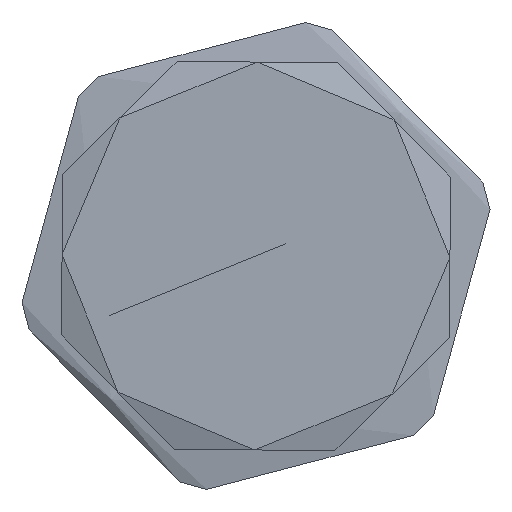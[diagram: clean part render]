
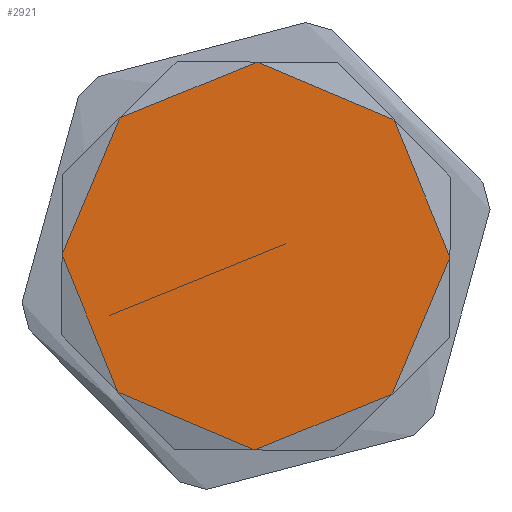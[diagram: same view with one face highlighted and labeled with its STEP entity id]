
A CAD part, left-side view. The second image highlights one B-rep face of the part: STEP entity #2921.
In plain terms, the highlighted free-form (B-spline) face has degree [1, 1] with [2, 2] control points.
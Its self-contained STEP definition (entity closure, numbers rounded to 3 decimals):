
#2813 = EDGE_CURVE('',#2814,#2814,#2816,.T.);
#2814 = VERTEX_POINT('',#2815);
#2815 = CARTESIAN_POINT('',(18.794,0.,
    -7.785));
#2816 = ( BOUNDED_CURVE() B_SPLINE_CURVE(2,(#2817,#2818,#2819,#2820,
    #2821,#2822,#2823,#2824,#2825),.UNSPECIFIED.,.T.,.F.) 
B_SPLINE_CURVE_WITH_KNOTS((3,2,2,2,3),(-3.142,-1.571,0.
,1.571,3.142),.UNSPECIFIED.) CURVE() 
GEOMETRIC_REPRESENTATION_ITEM() RATIONAL_B_SPLINE_CURVE((1.,
    0.707,1.,0.707,1.,0.707,1.,0.707
,1.)) REPRESENTATION_ITEM('') );
#2817 = CARTESIAN_POINT('',(18.794,0.,
    -7.785));
#2818 = CARTESIAN_POINT('',(26.578,0.,
    11.009));
#2819 = CARTESIAN_POINT('',(7.785,0.,
    18.794));
#2820 = CARTESIAN_POINT('',(-11.009,0.,
    26.578));
#2821 = CARTESIAN_POINT('',(-18.794,0.,
    7.785));
#2822 = CARTESIAN_POINT('',(-26.578,0.,
    -11.009));
#2823 = CARTESIAN_POINT('',(-7.785,0.,
    -18.794));
#2824 = CARTESIAN_POINT('',(11.009,0.,
    -26.578));
#2825 = CARTESIAN_POINT('',(18.794,0.,
    -7.785));
#2921 = ADVANCED_FACE('',(#2922,#2988),#2991,.T.);
#2922 = FACE_BOUND('',#2923,.T.);
#2923 = EDGE_LOOP('',(#2924,#2934,#2942,#2950,#2958,#2966,#2974,#2982));
#2924 = ORIENTED_EDGE('',*,*,#2925,.F.);
#2925 = EDGE_CURVE('',#2926,#2928,#2930,.T.);
#2926 = VERTEX_POINT('',#2927);
#2927 = CARTESIAN_POINT('',(-25.,0.,0.));
#2928 = VERTEX_POINT('',#2929);
#2929 = CARTESIAN_POINT('',(-17.678,0.,17.678));
#2930 = ( BOUNDED_CURVE() B_SPLINE_CURVE(2,(#2931,#2932,#2933),
.UNSPECIFIED.,.F.,.F.) B_SPLINE_CURVE_WITH_KNOTS((3,3),(0.,
0.785),.PIECEWISE_BEZIER_KNOTS.) CURVE() 
GEOMETRIC_REPRESENTATION_ITEM() RATIONAL_B_SPLINE_CURVE((1.,
0.924,1.)) REPRESENTATION_ITEM('') );
#2931 = CARTESIAN_POINT('',(-25.,0.,0.));
#2932 = CARTESIAN_POINT('',(-25.,0.,10.355));
#2933 = CARTESIAN_POINT('',(-17.678,0.,17.678));
#2934 = ORIENTED_EDGE('',*,*,#2935,.F.);
#2935 = EDGE_CURVE('',#2936,#2926,#2938,.T.);
#2936 = VERTEX_POINT('',#2937);
#2937 = CARTESIAN_POINT('',(-17.678,0.,-17.678));
#2938 = ( BOUNDED_CURVE() B_SPLINE_CURVE(2,(#2939,#2940,#2941),
.UNSPECIFIED.,.F.,.F.) B_SPLINE_CURVE_WITH_KNOTS((3,3),(5.498,
6.283),.PIECEWISE_BEZIER_KNOTS.) CURVE() 
GEOMETRIC_REPRESENTATION_ITEM() RATIONAL_B_SPLINE_CURVE((1.,
0.924,1.)) REPRESENTATION_ITEM('') );
#2939 = CARTESIAN_POINT('',(-17.678,0.,-17.678));
#2940 = CARTESIAN_POINT('',(-25.,0.,-10.355));
#2941 = CARTESIAN_POINT('',(-25.,0.,0.));
#2942 = ORIENTED_EDGE('',*,*,#2943,.F.);
#2943 = EDGE_CURVE('',#2944,#2936,#2946,.T.);
#2944 = VERTEX_POINT('',#2945);
#2945 = CARTESIAN_POINT('',(0.,0.,-25.));
#2946 = ( BOUNDED_CURVE() B_SPLINE_CURVE(2,(#2947,#2948,#2949),
.UNSPECIFIED.,.F.,.F.) B_SPLINE_CURVE_WITH_KNOTS((3,3),(4.712,
5.498),.PIECEWISE_BEZIER_KNOTS.) CURVE() 
GEOMETRIC_REPRESENTATION_ITEM() RATIONAL_B_SPLINE_CURVE((1.,
0.924,1.)) REPRESENTATION_ITEM('') );
#2947 = CARTESIAN_POINT('',(0.,0.,-25.));
#2948 = CARTESIAN_POINT('',(-10.355,0.,-25.));
#2949 = CARTESIAN_POINT('',(-17.678,0.,-17.678));
#2950 = ORIENTED_EDGE('',*,*,#2951,.F.);
#2951 = EDGE_CURVE('',#2952,#2944,#2954,.T.);
#2952 = VERTEX_POINT('',#2953);
#2953 = CARTESIAN_POINT('',(17.678,0.,-17.678));
#2954 = ( BOUNDED_CURVE() B_SPLINE_CURVE(2,(#2955,#2956,#2957),
.UNSPECIFIED.,.F.,.F.) B_SPLINE_CURVE_WITH_KNOTS((3,3),(3.927,
4.712),.PIECEWISE_BEZIER_KNOTS.) CURVE() 
GEOMETRIC_REPRESENTATION_ITEM() RATIONAL_B_SPLINE_CURVE((1.,
0.924,1.)) REPRESENTATION_ITEM('') );
#2955 = CARTESIAN_POINT('',(17.678,0.,-17.678));
#2956 = CARTESIAN_POINT('',(10.355,0.,-25.));
#2957 = CARTESIAN_POINT('',(0.,0.,-25.));
#2958 = ORIENTED_EDGE('',*,*,#2959,.F.);
#2959 = EDGE_CURVE('',#2960,#2952,#2962,.T.);
#2960 = VERTEX_POINT('',#2961);
#2961 = CARTESIAN_POINT('',(25.,0.,0.));
#2962 = ( BOUNDED_CURVE() B_SPLINE_CURVE(2,(#2963,#2964,#2965),
.UNSPECIFIED.,.F.,.F.) B_SPLINE_CURVE_WITH_KNOTS((3,3),(3.142,
3.927),.PIECEWISE_BEZIER_KNOTS.) CURVE() 
GEOMETRIC_REPRESENTATION_ITEM() RATIONAL_B_SPLINE_CURVE((1.,
0.924,1.)) REPRESENTATION_ITEM('') );
#2963 = CARTESIAN_POINT('',(25.,0.,0.));
#2964 = CARTESIAN_POINT('',(25.,0.,-10.355));
#2965 = CARTESIAN_POINT('',(17.678,0.,-17.678));
#2966 = ORIENTED_EDGE('',*,*,#2967,.F.);
#2967 = EDGE_CURVE('',#2968,#2960,#2970,.T.);
#2968 = VERTEX_POINT('',#2969);
#2969 = CARTESIAN_POINT('',(17.678,0.,17.678));
#2970 = ( BOUNDED_CURVE() B_SPLINE_CURVE(2,(#2971,#2972,#2973),
.UNSPECIFIED.,.F.,.F.) B_SPLINE_CURVE_WITH_KNOTS((3,3),(2.356,
3.142),.PIECEWISE_BEZIER_KNOTS.) CURVE() 
GEOMETRIC_REPRESENTATION_ITEM() RATIONAL_B_SPLINE_CURVE((1.,
0.924,1.)) REPRESENTATION_ITEM('') );
#2971 = CARTESIAN_POINT('',(17.678,0.,17.678));
#2972 = CARTESIAN_POINT('',(25.,0.,10.355));
#2973 = CARTESIAN_POINT('',(25.,0.,0.));
#2974 = ORIENTED_EDGE('',*,*,#2975,.F.);
#2975 = EDGE_CURVE('',#2976,#2968,#2978,.T.);
#2976 = VERTEX_POINT('',#2977);
#2977 = CARTESIAN_POINT('',(0.,0.,25.));
#2978 = ( BOUNDED_CURVE() B_SPLINE_CURVE(2,(#2979,#2980,#2981),
.UNSPECIFIED.,.F.,.F.) B_SPLINE_CURVE_WITH_KNOTS((3,3),(1.571,
2.356),.PIECEWISE_BEZIER_KNOTS.) CURVE() 
GEOMETRIC_REPRESENTATION_ITEM() RATIONAL_B_SPLINE_CURVE((1.,
0.924,1.)) REPRESENTATION_ITEM('') );
#2979 = CARTESIAN_POINT('',(0.,0.,25.));
#2980 = CARTESIAN_POINT('',(10.355,0.,25.));
#2981 = CARTESIAN_POINT('',(17.678,0.,17.678));
#2982 = ORIENTED_EDGE('',*,*,#2983,.F.);
#2983 = EDGE_CURVE('',#2928,#2976,#2984,.T.);
#2984 = ( BOUNDED_CURVE() B_SPLINE_CURVE(2,(#2985,#2986,#2987),
.UNSPECIFIED.,.F.,.F.) B_SPLINE_CURVE_WITH_KNOTS((3,3),(0.785,
1.571),.PIECEWISE_BEZIER_KNOTS.) CURVE() 
GEOMETRIC_REPRESENTATION_ITEM() RATIONAL_B_SPLINE_CURVE((1.,
0.924,1.)) REPRESENTATION_ITEM('') );
#2985 = CARTESIAN_POINT('',(-17.678,0.,17.678));
#2986 = CARTESIAN_POINT('',(-10.355,0.,25.));
#2987 = CARTESIAN_POINT('',(0.,0.,25.));
#2988 = FACE_BOUND('',#2989,.T.);
#2989 = EDGE_LOOP('',(#2990));
#2990 = ORIENTED_EDGE('',*,*,#2813,.F.);
#2991 = B_SPLINE_SURFACE_WITH_KNOTS('',1,1,(
    (#2992,#2993)
    ,(#2994,#2995
  )),.UNSPECIFIED.,.F.,.F.,.F.,(2,2),(2,2),(-2.501,2.501),(-0.501,4.501)
  ,.PIECEWISE_BEZIER_KNOTS.);
#2992 = CARTESIAN_POINT('',(-25.01,0.,25.01));
#2993 = CARTESIAN_POINT('',(25.01,0.,25.01));
#2994 = CARTESIAN_POINT('',(-25.01,0.,-25.01));
#2995 = CARTESIAN_POINT('',(25.01,0.,-25.01));
